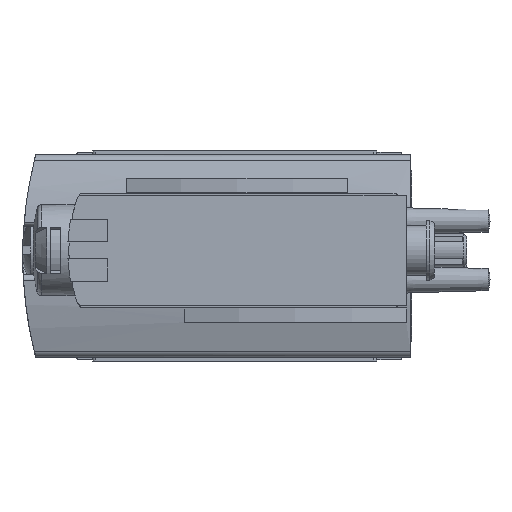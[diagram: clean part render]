
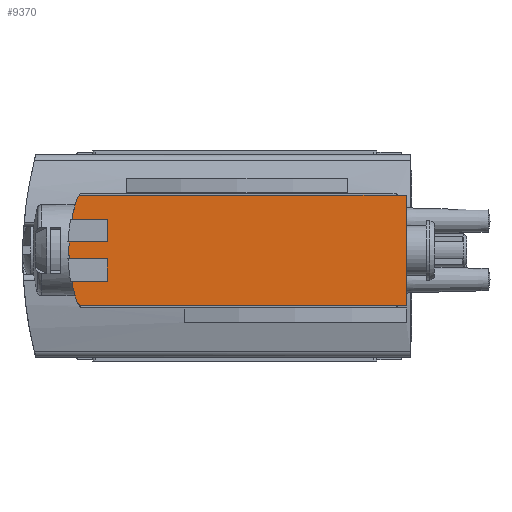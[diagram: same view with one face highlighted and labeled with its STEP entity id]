
A CAD part, left-side view. The second image highlights one B-rep face of the part: STEP entity #9370.
In plain terms, the highlighted face is planar.
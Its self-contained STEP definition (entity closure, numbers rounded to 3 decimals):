
#147=PLANE('',#10078);
#496=CIRCLE('',#9996,15.);
#498=CIRCLE('',#9998,15.);
#500=CIRCLE('',#10000,15.);
#542=CIRCLE('',#10079,0.5);
#543=CIRCLE('',#10080,0.5);
#1091=LINE('',#14590,#1876);
#1092=LINE('',#14592,#1877);
#1093=LINE('',#14594,#1878);
#1094=LINE('',#14595,#1879);
#1095=LINE('',#14597,#1880);
#1096=LINE('',#14599,#1881);
#1097=LINE('',#14602,#1882);
#1098=LINE('',#14604,#1883);
#1099=LINE('',#14606,#1884);
#1876=VECTOR('',#11400,1000.);
#1877=VECTOR('',#11401,1000.);
#1878=VECTOR('',#11402,1000.);
#1879=VECTOR('',#11403,1000.);
#1880=VECTOR('',#11404,1000.);
#1881=VECTOR('',#11405,1000.);
#1882=VECTOR('',#11408,1000.);
#1883=VECTOR('',#11409,1000.);
#1884=VECTOR('',#11410,1000.);
#2815=ORIENTED_EDGE('',*,*,#5500,.F.);
#2816=ORIENTED_EDGE('',*,*,#5501,.F.);
#2817=ORIENTED_EDGE('',*,*,#5502,.F.);
#2818=ORIENTED_EDGE('',*,*,#5336,.F.);
#2819=ORIENTED_EDGE('',*,*,#5503,.F.);
#2820=ORIENTED_EDGE('',*,*,#5504,.F.);
#2821=ORIENTED_EDGE('',*,*,#5505,.F.);
#2822=ORIENTED_EDGE('',*,*,#5332,.F.);
#2823=ORIENTED_EDGE('',*,*,#5506,.F.);
#2824=ORIENTED_EDGE('',*,*,#5507,.F.);
#2825=ORIENTED_EDGE('',*,*,#5508,.F.);
#2826=ORIENTED_EDGE('',*,*,#5509,.F.);
#2827=ORIENTED_EDGE('',*,*,#5510,.F.);
#2828=ORIENTED_EDGE('',*,*,#5328,.F.);
#5328=EDGE_CURVE('',#6690,#6692,#496,.T.);
#5332=EDGE_CURVE('',#6695,#6696,#498,.T.);
#5336=EDGE_CURVE('',#6699,#6700,#500,.T.);
#5500=EDGE_CURVE('',#6832,#6690,#1091,.T.);
#5501=EDGE_CURVE('',#6833,#6832,#1092,.T.);
#5502=EDGE_CURVE('',#6700,#6833,#1093,.T.);
#5503=EDGE_CURVE('',#6834,#6699,#1094,.T.);
#5504=EDGE_CURVE('',#6835,#6834,#1095,.T.);
#5505=EDGE_CURVE('',#6696,#6835,#1096,.T.);
#5506=EDGE_CURVE('',#6836,#6695,#542,.T.);
#5507=EDGE_CURVE('',#6837,#6836,#1097,.T.);
#5508=EDGE_CURVE('',#6838,#6837,#1098,.T.);
#5509=EDGE_CURVE('',#6839,#6838,#1099,.T.);
#5510=EDGE_CURVE('',#6692,#6839,#543,.T.);
#6690=VERTEX_POINT('',#14206);
#6692=VERTEX_POINT('',#14209);
#6695=VERTEX_POINT('',#14215);
#6696=VERTEX_POINT('',#14217);
#6699=VERTEX_POINT('',#14223);
#6700=VERTEX_POINT('',#14225);
#6832=VERTEX_POINT('',#14591);
#6833=VERTEX_POINT('',#14593);
#6834=VERTEX_POINT('',#14596);
#6835=VERTEX_POINT('',#14598);
#6836=VERTEX_POINT('',#14601);
#6837=VERTEX_POINT('',#14603);
#6838=VERTEX_POINT('',#14605);
#6839=VERTEX_POINT('',#14607);
#7692=EDGE_LOOP('',(#2815,#2816,#2817,#2818,#2819,#2820,#2821,#2822,#2823,
#2824,#2825,#2826,#2827,#2828));
#8462=FACE_BOUND('',#7692,.T.);
#9370=ADVANCED_FACE('',(#8462),#147,.F.);
#9996=AXIS2_PLACEMENT_3D('',#14208,#11127,#11128);
#9998=AXIS2_PLACEMENT_3D('',#14216,#11133,#11134);
#10000=AXIS2_PLACEMENT_3D('',#14224,#11139,#11140);
#10078=AXIS2_PLACEMENT_3D('',#14589,#11398,#11399);
#10079=AXIS2_PLACEMENT_3D('',#14600,#11406,#11407);
#10080=AXIS2_PLACEMENT_3D('',#14608,#11411,#11412);
#11127=DIRECTION('',(0.,0.,1.));
#11128=DIRECTION('',(1.,0.,0.));
#11133=DIRECTION('',(0.,0.,1.));
#11134=DIRECTION('',(1.,0.,0.));
#11139=DIRECTION('',(0.,0.,1.));
#11140=DIRECTION('',(1.,0.,0.));
#11398=DIRECTION('',(0.,0.,1.));
#11399=DIRECTION('',(1.,0.,0.));
#11400=DIRECTION('',(0.,1.,0.));
#11401=DIRECTION('',(-1.,0.,0.));
#11402=DIRECTION('',(0.,-1.,0.));
#11403=DIRECTION('',(0.,1.,0.));
#11404=DIRECTION('',(-1.,0.,0.));
#11405=DIRECTION('',(0.,-1.,0.));
#11406=DIRECTION('',(0.,0.,1.));
#11407=DIRECTION('',(1.,0.,0.));
#11408=DIRECTION('',(0.,1.,0.));
#11409=DIRECTION('',(1.,0.,0.));
#11410=DIRECTION('',(0.,-1.,0.));
#11411=DIRECTION('',(0.,0.,1.));
#11412=DIRECTION('',(1.,0.,0.));
#14206=CARTESIAN_POINT('',(-2.75,30.146,-23.15));
#14208=CARTESIAN_POINT('',(0.,15.4,-23.15));
#14209=CARTESIAN_POINT('',(-4.552,29.693,-23.15));
#14215=CARTESIAN_POINT('',(4.552,29.693,-23.15));
#14216=CARTESIAN_POINT('',(0.,15.4,-23.15));
#14217=CARTESIAN_POINT('',(2.75,30.146,-23.15));
#14223=CARTESIAN_POINT('',(0.75,30.381,-23.15));
#14224=CARTESIAN_POINT('',(0.,15.4,-23.15));
#14225=CARTESIAN_POINT('',(-0.75,30.381,-23.15));
#14589=CARTESIAN_POINT('',(-4.4,29.216,-23.15));
#14590=CARTESIAN_POINT('',(-2.75,29.216,-23.15));
#14591=CARTESIAN_POINT('',(-2.75,27.,-23.15));
#14592=CARTESIAN_POINT('',(-4.4,27.,-23.15));
#14593=CARTESIAN_POINT('',(-0.75,27.,-23.15));
#14594=CARTESIAN_POINT('',(-0.75,29.216,-23.15));
#14595=CARTESIAN_POINT('',(0.75,29.216,-23.15));
#14596=CARTESIAN_POINT('',(0.75,27.,-23.15));
#14597=CARTESIAN_POINT('',(-4.4,27.,-23.15));
#14598=CARTESIAN_POINT('',(2.75,27.,-23.15));
#14599=CARTESIAN_POINT('',(2.75,29.216,-23.15));
#14600=CARTESIAN_POINT('',(4.4,29.216,-23.15));
#14601=CARTESIAN_POINT('',(4.9,29.216,-23.15));
#14602=CARTESIAN_POINT('',(4.9,0.,-23.15));
#14603=CARTESIAN_POINT('',(4.9,0.4,-23.15));
#14604=CARTESIAN_POINT('',(-4.4,0.4,-23.15));
#14605=CARTESIAN_POINT('',(-4.9,0.4,-23.15));
#14606=CARTESIAN_POINT('',(-4.9,29.216,-23.15));
#14607=CARTESIAN_POINT('',(-4.9,29.216,-23.15));
#14608=CARTESIAN_POINT('',(-4.4,29.216,-23.15));
